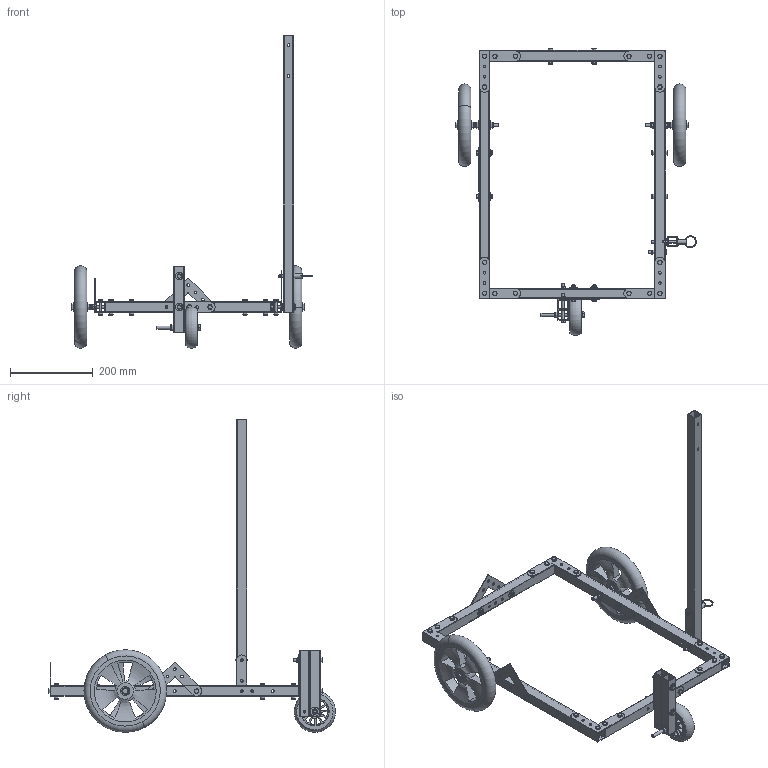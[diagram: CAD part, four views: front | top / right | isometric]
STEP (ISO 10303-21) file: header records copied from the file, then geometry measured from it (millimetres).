
FILE_DESCRIPTION(('FreeCAD Model'),'2;1');
FILE_NAME('Open CASCADE Shape Model','2025-02-15T15:00:29',(''),(''), 'Open CASCADE STEP processor 7.6','FreeCAD','Unknown');
FILE_SCHEMA(('AUTOMOTIVE_DESIGN { 1 0 10303 214 1 1 1 1 }'));
Length unit declared in the file: millimetre
Products named in the file (41): Assembly; étape_1; L31R; T24; étape_2_equerres_AV; CHO17; Model; QIN35; M6x35-Screw; QIN12; QIN06; M6-Nut; étape_3_equerres_AR; Etape_4_cales; Etape_5_fixation_roulette; M101; QIN90; M6x90-Screw; QIN65; M6x65-Screw; Etape_6_roues; Roue; remorque_roue; Boulon_Roue; QIN13; QIN29; M8-Nut; QIN25; M8x100-Screw; Etape_7_timon; L102; QIN45; M6x45-Vis; Etape_8_roulette; Part; BLPS6-30; ROU05; RoueRoller
Assembly tree (99 placements, depth 5):
  Assembly
    étape_1
      L31R  x2
      T24
    étape_2_equerres_AV
      CHO17  x2
      Model  x8
        QIN35
          M6x35-Screw
        QIN12
        QIN06
          M6-Nut
    étape_3_equerres_AR
      CHO17  x2
      T24
      Model  x8
        QIN35
          M6x35-Screw
        QIN12
        QIN06
          M6-Nut
    Etape_4_cales
      CHO17  x4
      Model  x8
        QIN35
          M6x35-Screw
        QIN12
        QIN06
          M6-Nut
    Etape_5_fixation_roulette
      M101  x2
      Model
        QIN90
          M6x90-Screw
        QIN12  x2
        QIN06
          M6-Nut
      Model
        QIN12  x2
        QIN65
          M6x65-Screw
        QIN06
          M6-Nut
    Etape_6_roues
      Roue  x2
        remorque_roue
      Boulon_Roue  x2
        QIN13
        QIN29
          M8-Nut
        QIN25
          M8x100-Screw
    Etape_7_timon
      QIN12  x3
      L102
      Model
        QIN12  x2
        QIN65
          M6x65-Screw
        QIN06
Bounding box: 583.85 x 695.5 x 757.5 mm (x, y, z)
Volume: 2121907.8 mm3; surface area: 908576.9 mm2
Topology: 132 solids, 132 shells, 2077 faces, 4683 edges, 2971 vertices
Faces by surface type: plane 889, cylinder 724, cone 352, torus 46, revolution 40, extrusion 24, sphere 2
Full cylindrical faces by diameter (mm): 5 x28, 6 x30, 6.5 x184, 6.667 x28, 6.75 x7, 8 x4, 8.4 x12, 8.5 x4, 8.833 x7, 9.5 x27, 9.99 x28, 11 x1, 11.7 x3, 12 x1, 12.987 x7, 18 x34, 22 x12, 23 x2
Entity records: 14186 total; most frequent: CARTESIAN_POINT 3978, DIRECTION 2063, ORIENTED_EDGE 1748, EDGE_CURVE 874, AXIS2_PLACEMENT_3D 828, VERTEX_POINT 566, FACE_BOUND 554, EDGE_LOOP 554
